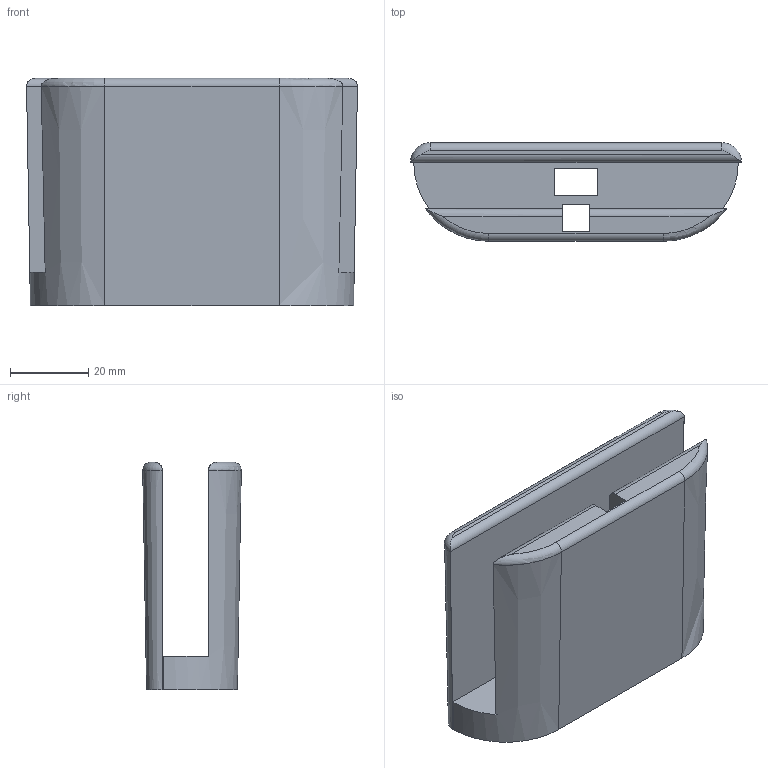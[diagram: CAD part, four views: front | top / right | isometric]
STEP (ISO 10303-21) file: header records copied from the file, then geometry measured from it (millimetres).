
FILE_DESCRIPTION(/* description */ ('Alibre Inc.'),/* implementation_level */ '2;1');
FILE_NAME(/* name */ 'export-A379DE11-E8EE-40BE-B43B-CB33CD4ED75A',/* time_stamp */ '2024-07-22T09:27:15-04:00',/* author */ (''),/* organization */ (''),/* preprocessor_version */ 'ST-DEVELOPER v17',/* originating_system */ 'Alibre',/* authorisation */ '');
FILE_SCHEMA (('CONFIG_CONTROL_DESIGN'));
Length unit declared in the file: centimetre
Bounding box: 84.45 x 25.15 x 58 mm (x, y, z)
Volume: 55910.2 mm3; surface area: 22195.8 mm2
Topology: 1 solids, 1 shells, 39 faces, 111 edges, 72 vertices
Faces by surface type: plane 24, cylinder 7, torus 4, cone 4
Entity records: 1396 total; most frequent: CARTESIAN_POINT 335, ORIENTED_EDGE 222, DIRECTION 170, EDGE_CURVE 111, VECTOR 72, LINE 72, VERTEX_POINT 72, AXIS2_PLACEMENT_3D 61
